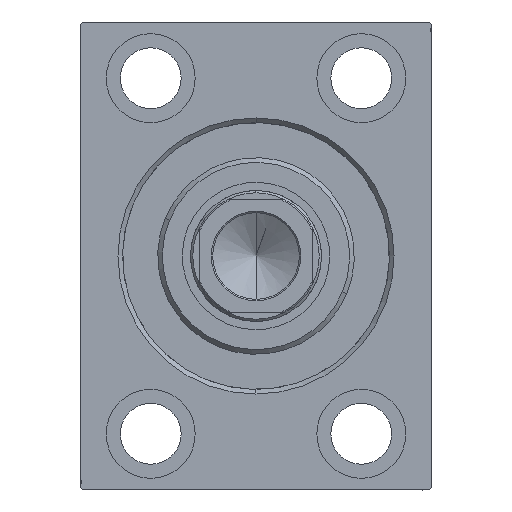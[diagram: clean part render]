
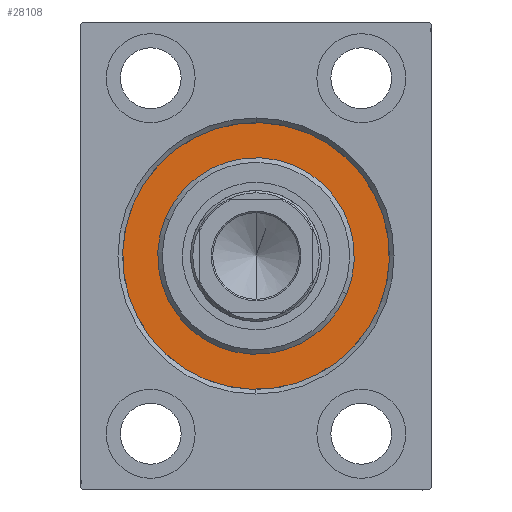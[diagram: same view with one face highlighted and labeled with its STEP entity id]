
A CAD part, left-side view. The second image highlights one B-rep face of the part: STEP entity #28108.
In plain terms, the highlighted face is planar.
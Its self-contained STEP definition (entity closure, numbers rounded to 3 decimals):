
#2194 = CIRCLE ( 'NONE', #31079, 21. ) ;
#2279 = DIRECTION ( 'NONE',  ( 0., 0., -1. ) ) ;
#4001 = DIRECTION ( 'NONE',  ( 0., 0., 1. ) ) ;
#4076 = VERTEX_POINT ( 'NONE', #37533 ) ;
#5152 = DIRECTION ( 'NONE',  ( 1., 0., 0. ) ) ;
#5812 = ORIENTED_EDGE ( 'NONE', *, *, #32744, .F. ) ;
#6144 = CARTESIAN_POINT ( 'NONE',  ( 0., 0., 21. ) ) ;
#7406 = CARTESIAN_POINT ( 'NONE',  ( 0., 0., 0. ) ) ;
#7853 = CARTESIAN_POINT ( 'NONE',  ( 0., 0., -21. ) ) ;
#8055 = DIRECTION ( 'NONE',  ( -1., 0., 0. ) ) ;
#8895 = PLANE ( 'NONE',  #19023 ) ;
#9588 = DIRECTION ( 'NONE',  ( 1., 0., 0. ) ) ;
#9850 = ORIENTED_EDGE ( 'NONE', *, *, #15789, .F. ) ;
#10632 = DIRECTION ( 'NONE',  ( -1., 0., 0. ) ) ;
#12213 = CIRCLE ( 'NONE', #28430, 21. ) ;
#13700 = EDGE_LOOP ( 'NONE', ( #32305, #5812 ) ) ;
#14487 = EDGE_LOOP ( 'NONE', ( #9850, #31590 ) ) ;
#15789 = EDGE_CURVE ( 'NONE', #32172, #4076, #21627, .T. ) ;
#16609 = FACE_OUTER_BOUND ( 'NONE', #14487, .T. ) ;
#17041 = CARTESIAN_POINT ( 'NONE',  ( 0., 0., 0. ) ) ;
#18573 = CARTESIAN_POINT ( 'NONE',  ( 0., 0., -28.5 ) ) ;
#19023 = AXIS2_PLACEMENT_3D ( 'NONE', #36469, #32726, #22362 ) ;
#21627 = CIRCLE ( 'NONE', #37135, 28.5 ) ;
#22362 = DIRECTION ( 'NONE',  ( 0., 0., 1. ) ) ;
#24156 = AXIS2_PLACEMENT_3D ( 'NONE', #17041, #10632, #4001 ) ;
#24871 = CIRCLE ( 'NONE', #24156, 28.5 ) ;
#25232 = CARTESIAN_POINT ( 'NONE',  ( 0., 0., 0. ) ) ;
#25923 = CARTESIAN_POINT ( 'NONE',  ( 0., 0., 0. ) ) ;
#27707 = DIRECTION ( 'NONE',  ( 0., 0., 1. ) ) ;
#28108 = ADVANCED_FACE ( 'NONE', ( #39359, #16609 ), #8895, .F. ) ;
#28430 = AXIS2_PLACEMENT_3D ( 'NONE', #25232, #5152, #2279 ) ;
#31079 = AXIS2_PLACEMENT_3D ( 'NONE', #25923, #9588, #42926 ) ;
#31590 = ORIENTED_EDGE ( 'NONE', *, *, #38228, .F. ) ;
#31665 = VERTEX_POINT ( 'NONE', #6144 ) ;
#32172 = VERTEX_POINT ( 'NONE', #18573 ) ;
#32305 = ORIENTED_EDGE ( 'NONE', *, *, #39727, .F. ) ;
#32726 = DIRECTION ( 'NONE',  ( -1., 0., 0. ) ) ;
#32744 = EDGE_CURVE ( 'NONE', #43023, #31665, #2194, .T. ) ;
#36469 = CARTESIAN_POINT ( 'NONE',  ( 0., 0., 0. ) ) ;
#37135 = AXIS2_PLACEMENT_3D ( 'NONE', #7406, #8055, #27707 ) ;
#37533 = CARTESIAN_POINT ( 'NONE',  ( 0., 0., 28.5 ) ) ;
#38228 = EDGE_CURVE ( 'NONE', #4076, #32172, #24871, .T. ) ;
#39359 = FACE_BOUND ( 'NONE', #13700, .T. ) ;
#39727 = EDGE_CURVE ( 'NONE', #31665, #43023, #12213, .T. ) ;
#42926 = DIRECTION ( 'NONE',  ( 0., 0., -1. ) ) ;
#43023 = VERTEX_POINT ( 'NONE', #7853 ) ;
